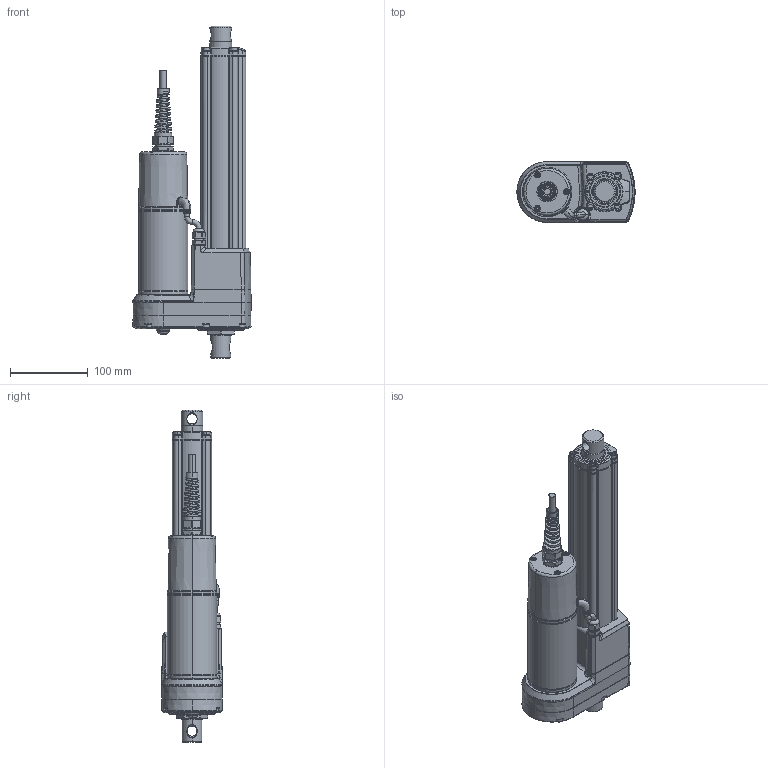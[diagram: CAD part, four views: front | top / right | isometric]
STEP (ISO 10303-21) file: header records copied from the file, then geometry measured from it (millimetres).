
FILE_DESCRIPTION (( 'STEP AP203' ), '1' );
FILE_NAME ('MA1-DC.STEP', '2018-07-03T07:22:28', ( '' ), ( '' ), 'SwSTEP 2.0', 'SolidWorks 2015', '' );
FILE_SCHEMA (( 'CONFIG_CONTROL_DESIGN' ));
Products named in the file (1): MA1-DC
Bounding box: 152 x 78 x 426.5 mm (x, y, z)
Volume: 1579544.8 mm3; surface area: 280727.8 mm2
Topology: 15 solids, 22 shells, 1810 faces, 4420 edges, 2682 vertices
Faces by surface type: plane 649, cylinder 422, cone 281, torus 225, bspline 217, sphere 16
Entity records: 66273 total; most frequent: CARTESIAN_POINT 25611, ORIENTED_EDGE 8816, DIRECTION 8204, EDGE_CURVE 4408, AXIS2_PLACEMENT_3D 3225, VERTEX_POINT 2682, EDGE_LOOP 1874, FACE_OUTER_BOUND 1810
